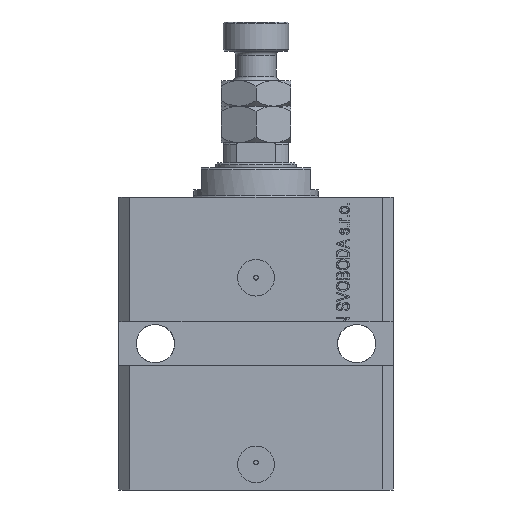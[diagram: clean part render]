
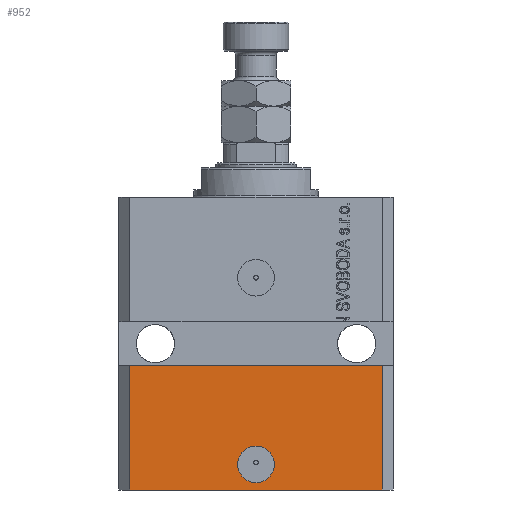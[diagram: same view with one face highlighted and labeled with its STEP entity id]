
A CAD part, front view. The second image highlights one B-rep face of the part: STEP entity #952.
In plain terms, the highlighted planar face has unit normal (0, -1, 0).
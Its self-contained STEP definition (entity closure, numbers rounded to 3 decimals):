
#614 = EDGE_CURVE ( 'NONE', #28355, #7277, #40370, .T. ) ;
#952 = ADVANCED_FACE ( 'NONE', ( #2819, #43505 ), #24400, .T. ) ;
#1371 = CARTESIAN_POINT ( 'NONE',  ( 5., -27.5, -73. ) ) ;
#1458 = AXIS2_PLACEMENT_3D ( 'NONE', #25627, #18023, #44275 ) ;
#1573 = CIRCLE ( 'NONE', #17975, 5. ) ;
#2103 = VECTOR ( 'NONE', #38370, 1000. ) ;
#2713 = CARTESIAN_POINT ( 'NONE',  ( -34.5, -27.5, -80. ) ) ;
#2819 = FACE_BOUND ( 'NONE', #19139, .T. ) ;
#2877 = DIRECTION ( 'NONE',  ( 1., 0., 0. ) ) ;
#3277 = EDGE_CURVE ( 'NONE', #25604, #8541, #1573, .T. ) ;
#5308 = EDGE_CURVE ( 'NONE', #28393, #28355, #46239, .T. ) ;
#5440 = DIRECTION ( 'NONE',  ( 0., 0., 1. ) ) ;
#5862 = VERTEX_POINT ( 'NONE', #27772 ) ;
#6238 = CARTESIAN_POINT ( 'NONE',  ( -34.5, -27.5, -80. ) ) ;
#6241 = CARTESIAN_POINT ( 'NONE',  ( 34.5, -27.5, -46. ) ) ;
#7277 = VERTEX_POINT ( 'NONE', #6241 ) ;
#8541 = VERTEX_POINT ( 'NONE', #37872 ) ;
#9634 = DIRECTION ( 'NONE',  ( 1., 0., 0. ) ) ;
#12840 = EDGE_CURVE ( 'NONE', #5862, #7277, #35101, .T. ) ;
#13098 = ORIENTED_EDGE ( 'NONE', *, *, #3277, .F. ) ;
#13601 = DIRECTION ( 'NONE',  ( 0., -1., 0. ) ) ;
#16255 = CARTESIAN_POINT ( 'NONE',  ( 34.5, -27.5, -80. ) ) ;
#16603 = CARTESIAN_POINT ( 'NONE',  ( -34.5, -27.5, -46. ) ) ;
#16696 = DIRECTION ( 'NONE',  ( 1., 0., 0. ) ) ;
#17975 = AXIS2_PLACEMENT_3D ( 'NONE', #46897, #28013, #9634 ) ;
#18023 = DIRECTION ( 'NONE',  ( 0., -1., 0. ) ) ;
#18095 = VECTOR ( 'NONE', #16696, 1000. ) ;
#18829 = AXIS2_PLACEMENT_3D ( 'NONE', #6238, #13601, #31967 ) ;
#19024 = ORIENTED_EDGE ( 'NONE', *, *, #22199, .T. ) ;
#19139 = EDGE_LOOP ( 'NONE', ( #13098, #31817 ) ) ;
#20922 = ORIENTED_EDGE ( 'NONE', *, *, #12840, .T. ) ;
#22199 = EDGE_CURVE ( 'NONE', #28393, #5862, #28441, .T. ) ;
#23601 = ORIENTED_EDGE ( 'NONE', *, *, #5308, .F. ) ;
#24400 = PLANE ( 'NONE',  #18829 ) ;
#25604 = VERTEX_POINT ( 'NONE', #1371 ) ;
#25627 = CARTESIAN_POINT ( 'NONE',  ( 0., -27.5, -73. ) ) ;
#25675 = CARTESIAN_POINT ( 'NONE',  ( -37.5, -27.5, -46. ) ) ;
#26624 = CARTESIAN_POINT ( 'NONE',  ( -34.5, -27.5, -80. ) ) ;
#27292 = CIRCLE ( 'NONE', #1458, 5. ) ;
#27772 = CARTESIAN_POINT ( 'NONE',  ( 34.5, -27.5, -80. ) ) ;
#28013 = DIRECTION ( 'NONE',  ( 0., -1., 0. ) ) ;
#28355 = VERTEX_POINT ( 'NONE', #16603 ) ;
#28393 = VERTEX_POINT ( 'NONE', #45573 ) ;
#28441 = LINE ( 'NONE', #2713, #18095 ) ;
#31817 = ORIENTED_EDGE ( 'NONE', *, *, #34706, .F. ) ;
#31967 = DIRECTION ( 'NONE',  ( 0., 0., -1. ) ) ;
#34706 = EDGE_CURVE ( 'NONE', #8541, #25604, #27292, .T. ) ;
#35101 = LINE ( 'NONE', #16255, #41366 ) ;
#35220 = VECTOR ( 'NONE', #2877, 1000. ) ;
#37096 = ORIENTED_EDGE ( 'NONE', *, *, #614, .F. ) ;
#37872 = CARTESIAN_POINT ( 'NONE',  ( -5., -27.5, -73. ) ) ;
#38370 = DIRECTION ( 'NONE',  ( 0., 0., 1. ) ) ;
#40370 = LINE ( 'NONE', #25675, #35220 ) ;
#41366 = VECTOR ( 'NONE', #5440, 1000. ) ;
#42997 = EDGE_LOOP ( 'NONE', ( #37096, #23601, #19024, #20922 ) ) ;
#43505 = FACE_OUTER_BOUND ( 'NONE', #42997, .T. ) ;
#44275 = DIRECTION ( 'NONE',  ( 1., 0., 0. ) ) ;
#45573 = CARTESIAN_POINT ( 'NONE',  ( -34.5, -27.5, -80. ) ) ;
#46239 = LINE ( 'NONE', #26624, #2103 ) ;
#46897 = CARTESIAN_POINT ( 'NONE',  ( 0., -27.5, -73. ) ) ;
